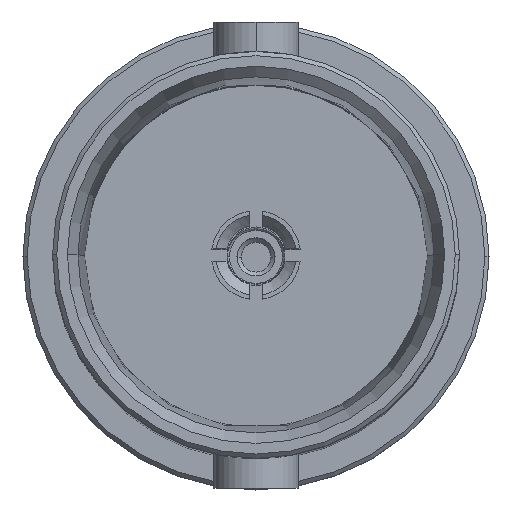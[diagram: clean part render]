
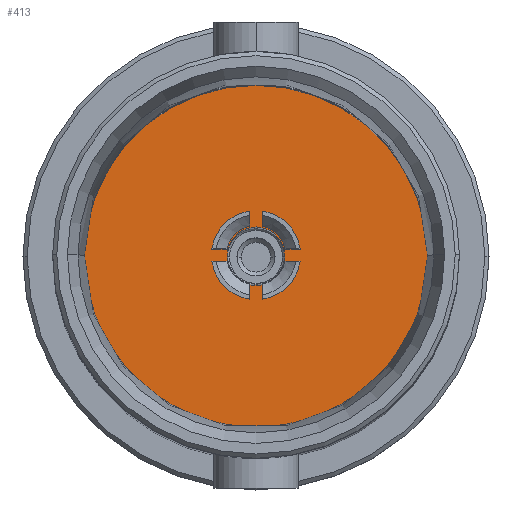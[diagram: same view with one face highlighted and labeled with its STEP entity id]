
A CAD part, top view. The second image highlights one B-rep face of the part: STEP entity #413.
In plain terms, the highlighted planar face has unit normal (0, 0, -1).
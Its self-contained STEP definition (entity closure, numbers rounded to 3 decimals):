
#18 = ORIENTED_EDGE ( 'NONE', *, *, #94, .F. ) ;
#94 = EDGE_CURVE ( 'NONE', #2156, #985, #1045, .T. ) ;
#143 = CARTESIAN_POINT ( 'NONE',  ( 0., 4.05, 0.12 ) ) ;
#167 = DIRECTION ( 'NONE',  ( 0., 0., -1. ) ) ;
#170 = FACE_OUTER_BOUND ( 'NONE', #818, .T. ) ;
#185 = EDGE_LOOP ( 'NONE', ( #2680, #18 ) ) ;
#328 = ORIENTED_EDGE ( 'NONE', *, *, #738, .T. ) ;
#344 = AXIS2_PLACEMENT_3D ( 'NONE', #1613, #167, #2722 ) ;
#413 = ADVANCED_FACE ( 'NONE', ( #170, #2089 ), #2049, .T. ) ;
#467 = DIRECTION ( 'NONE',  ( -1., 0., 0. ) ) ;
#545 = CARTESIAN_POINT ( 'NONE',  ( -0.675, 0., 0.12 ) ) ;
#585 = DIRECTION ( 'NONE',  ( 0., 0., -1. ) ) ;
#630 = DIRECTION ( 'NONE',  ( 0., 0., -1. ) ) ;
#681 = CARTESIAN_POINT ( 'NONE',  ( 0., 0., 0.12 ) ) ;
#738 = EDGE_CURVE ( 'NONE', #971, #2000, #788, .T. ) ;
#781 = DIRECTION ( 'NONE',  ( -1., 0., 0. ) ) ;
#788 = CIRCLE ( 'NONE', #1685, 4.05 ) ;
#818 = EDGE_LOOP ( 'NONE', ( #328, #1824 ) ) ;
#971 = VERTEX_POINT ( 'NONE', #1739 ) ;
#985 = VERTEX_POINT ( 'NONE', #545 ) ;
#1019 = CARTESIAN_POINT ( 'NONE',  ( 4.05, 0., 0.12 ) ) ;
#1045 = CIRCLE ( 'NONE', #1232, 0.675 ) ;
#1120 = EDGE_CURVE ( 'NONE', #2000, #971, #2738, .T. ) ;
#1232 = AXIS2_PLACEMENT_3D ( 'NONE', #1955, #630, #467 ) ;
#1312 = DIRECTION ( 'NONE',  ( -1., 0., 0. ) ) ;
#1613 = CARTESIAN_POINT ( 'NONE',  ( 0., 0., 0.12 ) ) ;
#1685 = AXIS2_PLACEMENT_3D ( 'NONE', #2652, #585, #1817 ) ;
#1739 = CARTESIAN_POINT ( 'NONE',  ( -4.05, 0., 0.12 ) ) ;
#1817 = DIRECTION ( 'NONE',  ( -1., 0., 0. ) ) ;
#1824 = ORIENTED_EDGE ( 'NONE', *, *, #1120, .T. ) ;
#1955 = CARTESIAN_POINT ( 'NONE',  ( 0., 0., 0.12 ) ) ;
#1963 = DIRECTION ( 'NONE',  ( 0., 0., -1. ) ) ;
#2000 = VERTEX_POINT ( 'NONE', #1019 ) ;
#2049 = PLANE ( 'NONE',  #2158 ) ;
#2073 = EDGE_CURVE ( 'NONE', #985, #2156, #2656, .T. ) ;
#2089 = FACE_BOUND ( 'NONE', #185, .T. ) ;
#2156 = VERTEX_POINT ( 'NONE', #2358 ) ;
#2158 = AXIS2_PLACEMENT_3D ( 'NONE', #143, #2687, #781 ) ;
#2358 = CARTESIAN_POINT ( 'NONE',  ( 0.675, 0., 0.12 ) ) ;
#2561 = AXIS2_PLACEMENT_3D ( 'NONE', #681, #1963, #1312 ) ;
#2652 = CARTESIAN_POINT ( 'NONE',  ( 0., 0., 0.12 ) ) ;
#2656 = CIRCLE ( 'NONE', #2561, 0.675 ) ;
#2680 = ORIENTED_EDGE ( 'NONE', *, *, #2073, .F. ) ;
#2687 = DIRECTION ( 'NONE',  ( 0., 0., -1. ) ) ;
#2722 = DIRECTION ( 'NONE',  ( -1., 0., 0. ) ) ;
#2738 = CIRCLE ( 'NONE', #344, 4.05 ) ;
